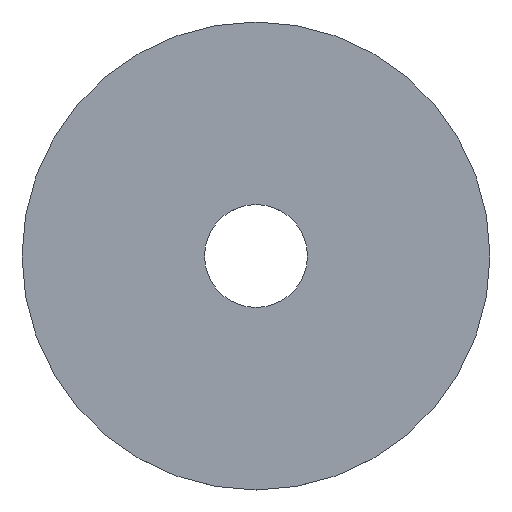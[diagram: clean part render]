
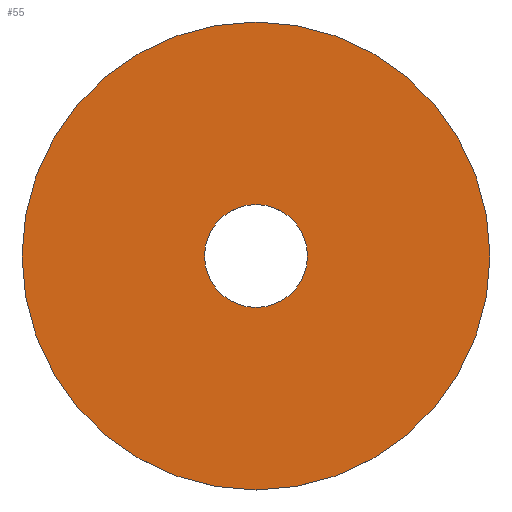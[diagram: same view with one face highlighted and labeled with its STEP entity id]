
A CAD part, top view. The second image highlights one B-rep face of the part: STEP entity #55.
In plain terms, the highlighted planar face has unit normal (0, 0, 1).
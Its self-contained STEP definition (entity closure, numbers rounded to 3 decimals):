
#4 = FACE_BOUND ( 'NONE', #162, .T. ) ;
#5 = ORIENTED_EDGE ( 'NONE', *, *, #67, .T. ) ;
#9 = CIRCLE ( 'NONE', #29, 50. ) ;
#29 = AXIS2_PLACEMENT_3D ( 'NONE', #47, #73, #111 ) ;
#30 = FACE_OUTER_BOUND ( 'NONE', #105, .T. ) ;
#38 = CARTESIAN_POINT ( 'NONE',  ( 0., 11., 1.8 ) ) ;
#41 = VERTEX_POINT ( 'NONE', #92 ) ;
#45 = ORIENTED_EDGE ( 'NONE', *, *, #97, .F. ) ;
#47 = CARTESIAN_POINT ( 'NONE',  ( 0., 0., 1.8 ) ) ;
#55 = ADVANCED_FACE ( 'NONE', ( #4, #30 ), #109, .T. ) ;
#67 = EDGE_CURVE ( 'NONE', #78, #78, #158, .T. ) ;
#72 = DIRECTION ( 'NONE',  ( 0., 1., 0. ) ) ;
#73 = DIRECTION ( 'NONE',  ( 0., 0., -1. ) ) ;
#78 = VERTEX_POINT ( 'NONE', #38 ) ;
#92 = CARTESIAN_POINT ( 'NONE',  ( 0., 50., 1.8 ) ) ;
#96 = DIRECTION ( 'NONE',  ( 0., 0., 1. ) ) ;
#97 = EDGE_CURVE ( 'NONE', #41, #41, #9, .T. ) ;
#105 = EDGE_LOOP ( 'NONE', ( #45 ) ) ;
#109 = PLANE ( 'NONE',  #143 ) ;
#111 = DIRECTION ( 'NONE',  ( 0., 1., 0. ) ) ;
#132 = CARTESIAN_POINT ( 'NONE',  ( 0., 0., 1.8 ) ) ;
#140 = AXIS2_PLACEMENT_3D ( 'NONE', #132, #145, #72 ) ;
#143 = AXIS2_PLACEMENT_3D ( 'NONE', #163, #96, #147 ) ;
#145 = DIRECTION ( 'NONE',  ( 0., 0., -1. ) ) ;
#147 = DIRECTION ( 'NONE',  ( 0., -1., 0. ) ) ;
#158 = CIRCLE ( 'NONE', #140, 11. ) ;
#162 = EDGE_LOOP ( 'NONE', ( #5 ) ) ;
#163 = CARTESIAN_POINT ( 'NONE',  ( 0., 11., 1.8 ) ) ;
